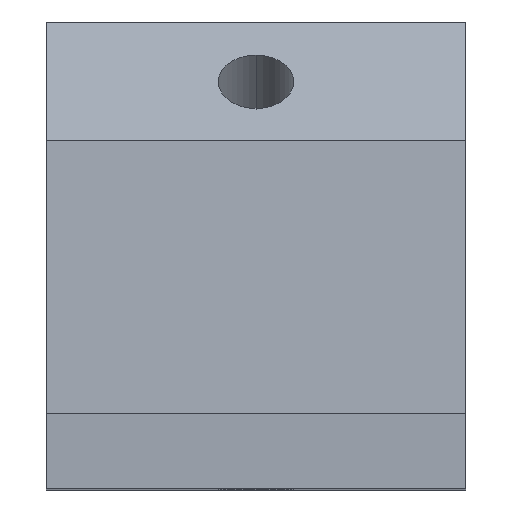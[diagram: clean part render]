
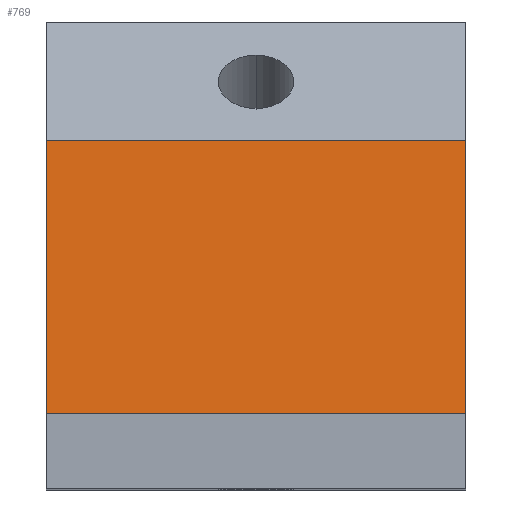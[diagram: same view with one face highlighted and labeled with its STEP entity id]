
A CAD part, top view. The second image highlights one B-rep face of the part: STEP entity #769.
In plain terms, the highlighted planar face has unit normal (0, 0.924, 0.383).
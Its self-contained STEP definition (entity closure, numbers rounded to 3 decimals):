
#7 = VERTEX_POINT ( 'NONE', #288 ) ;
#15 = EDGE_CURVE ( 'NONE', #921, #7, #998, .T. ) ;
#17 = VECTOR ( 'NONE', #900, 1000. ) ;
#231 = VERTEX_POINT ( 'NONE', #693 ) ;
#232 = CARTESIAN_POINT ( 'NONE',  ( 25., 9., -20. ) ) ;
#286 = PLANE ( 'NONE',  #1064 ) ;
#288 = CARTESIAN_POINT ( 'NONE',  ( -25., 41.719, -98.991 ) ) ;
#328 = CARTESIAN_POINT ( 'NONE',  ( 25., 41.719, -98.991 ) ) ;
#372 = ORIENTED_EDGE ( 'NONE', *, *, #1085, .F. ) ;
#386 = FACE_OUTER_BOUND ( 'NONE', #501, .T. ) ;
#416 = CARTESIAN_POINT ( 'NONE',  ( 25., 9., -20. ) ) ;
#439 = DIRECTION ( 'NONE',  ( 0., -0.383, 0.924 ) ) ;
#479 = VERTEX_POINT ( 'NONE', #966 ) ;
#501 = EDGE_LOOP ( 'NONE', ( #962, #372, #836, #548 ) ) ;
#513 = VECTOR ( 'NONE', #791, 1000. ) ;
#517 = LINE ( 'NONE', #523, #513 ) ;
#523 = CARTESIAN_POINT ( 'NONE',  ( -25., 9., -20. ) ) ;
#548 = ORIENTED_EDGE ( 'NONE', *, *, #15, .T. ) ;
#599 = EDGE_CURVE ( 'NONE', #921, #231, #817, .T. ) ;
#632 = CARTESIAN_POINT ( 'NONE',  ( 25., 9., -20. ) ) ;
#660 = DIRECTION ( 'NONE',  ( 0., 0.383, -0.924 ) ) ;
#667 = DIRECTION ( 'NONE',  ( -1., 0., 0. ) ) ;
#693 = CARTESIAN_POINT ( 'NONE',  ( 25., 9., -20. ) ) ;
#769 = ADVANCED_FACE ( 'NONE', ( #386 ), #286, .F. ) ;
#781 = VECTOR ( 'NONE', #667, 1000. ) ;
#791 = DIRECTION ( 'NONE',  ( 0., -0.383, 0.924 ) ) ;
#810 = CARTESIAN_POINT ( 'NONE',  ( 25., 41.719, -98.991 ) ) ;
#817 = LINE ( 'NONE', #632, #980 ) ;
#836 = ORIENTED_EDGE ( 'NONE', *, *, #599, .F. ) ;
#848 = EDGE_CURVE ( 'NONE', #7, #479, #517, .T. ) ;
#900 = DIRECTION ( 'NONE',  ( -1., 0., 0. ) ) ;
#921 = VERTEX_POINT ( 'NONE', #328 ) ;
#962 = ORIENTED_EDGE ( 'NONE', *, *, #848, .T. ) ;
#966 = CARTESIAN_POINT ( 'NONE',  ( -25., 9., -20. ) ) ;
#980 = VECTOR ( 'NONE', #439, 1000. ) ;
#998 = LINE ( 'NONE', #810, #17 ) ;
#1009 = DIRECTION ( 'NONE',  ( 0., -0.924, -0.383 ) ) ;
#1064 = AXIS2_PLACEMENT_3D ( 'NONE', #416, #1009, #660 ) ;
#1085 = EDGE_CURVE ( 'NONE', #231, #479, #1130, .T. ) ;
#1130 = LINE ( 'NONE', #232, #781 ) ;
